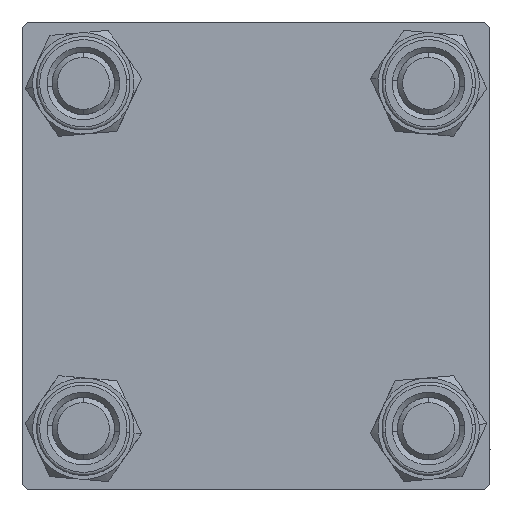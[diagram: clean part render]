
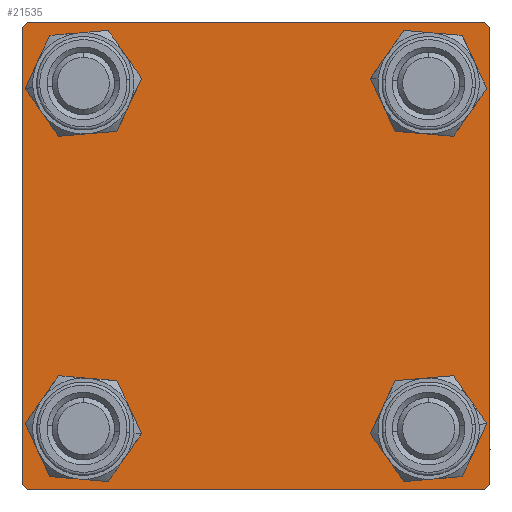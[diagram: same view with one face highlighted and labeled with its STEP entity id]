
A CAD part, left-side view. The second image highlights one B-rep face of the part: STEP entity #21535.
In plain terms, the highlighted planar face has unit normal (-1, 0, 0).
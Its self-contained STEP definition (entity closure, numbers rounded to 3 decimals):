
#262 = AXIS2_PLACEMENT_3D ( 'NONE', #26321, #26896, #30368 ) ;
#269 = CARTESIAN_POINT ( 'NONE',  ( 0., -16.6, 13.1 ) ) ;
#1602 = DIRECTION ( 'NONE',  ( 1., 0., 0. ) ) ;
#1614 = ORIENTED_EDGE ( 'NONE', *, *, #23814, .T. ) ;
#2055 = EDGE_CURVE ( 'NONE', #15219, #9342, #51059, .T. ) ;
#3086 = LINE ( 'NONE', #46782, #33849 ) ;
#3547 = CARTESIAN_POINT ( 'NONE',  ( 0., 0., 0. ) ) ;
#3828 = ORIENTED_EDGE ( 'NONE', *, *, #28670, .T. ) ;
#4551 = VERTEX_POINT ( 'NONE', #28126 ) ;
#5003 = ORIENTED_EDGE ( 'NONE', *, *, #46624, .T. ) ;
#5847 = LINE ( 'NONE', #27134, #12988 ) ;
#6157 = ORIENTED_EDGE ( 'NONE', *, *, #26478, .T. ) ;
#6467 = DIRECTION ( 'NONE',  ( 0., 0., 1. ) ) ;
#7206 = CIRCLE ( 'NONE', #25562, 3.5 ) ;
#7298 = DIRECTION ( 'NONE',  ( -1., 0., 0. ) ) ;
#7580 = FACE_BOUND ( 'NONE', #47789, .T. ) ;
#7598 = LINE ( 'NONE', #33487, #44940 ) ;
#7719 = DIRECTION ( 'NONE',  ( 0., -0.707, 0.707 ) ) ;
#8366 = EDGE_LOOP ( 'NONE', ( #25505, #52292 ) ) ;
#8431 = FACE_OUTER_BOUND ( 'NONE', #17931, .T. ) ;
#8611 = DIRECTION ( 'NONE',  ( 0., 0.707, 0.707 ) ) ;
#8999 = EDGE_CURVE ( 'NONE', #29478, #50573, #3086, .T. ) ;
#9342 = VERTEX_POINT ( 'NONE', #12561 ) ;
#10768 = CARTESIAN_POINT ( 'NONE',  ( 0., -16.6, -20.1 ) ) ;
#10997 = VERTEX_POINT ( 'NONE', #22923 ) ;
#11185 = CARTESIAN_POINT ( 'NONE',  ( 0., 16.6, -20.1 ) ) ;
#11580 = AXIS2_PLACEMENT_3D ( 'NONE', #35952, #14090, #45132 ) ;
#12561 = CARTESIAN_POINT ( 'NONE',  ( 0., 16.6, -13.1 ) ) ;
#12764 = CARTESIAN_POINT ( 'NONE',  ( 0., 16.6, 16.6 ) ) ;
#12933 = LINE ( 'NONE', #30484, #30631 ) ;
#12937 = EDGE_LOOP ( 'NONE', ( #5003, #46311 ) ) ;
#12988 = VECTOR ( 'NONE', #44662, 1000. ) ;
#13379 = CARTESIAN_POINT ( 'NONE',  ( 0., -16.6, 16.6 ) ) ;
#13486 = DIRECTION ( 'NONE',  ( 1., 0., 0. ) ) ;
#13986 = AXIS2_PLACEMENT_3D ( 'NONE', #36129, #1602, #6467 ) ;
#14090 = DIRECTION ( 'NONE',  ( 1., 0., 0. ) ) ;
#14363 = VECTOR ( 'NONE', #23546, 1000. ) ;
#15219 = VERTEX_POINT ( 'NONE', #11185 ) ;
#15809 = VERTEX_POINT ( 'NONE', #21081 ) ;
#16112 = CARTESIAN_POINT ( 'NONE',  ( 0., 22., 22.5 ) ) ;
#16240 = AXIS2_PLACEMENT_3D ( 'NONE', #13379, #17695, #56204 ) ;
#16797 = DIRECTION ( 'NONE',  ( 1., 0., 0. ) ) ;
#17695 = DIRECTION ( 'NONE',  ( 1., 0., 0. ) ) ;
#17746 = DIRECTION ( 'NONE',  ( 0., 0., 1. ) ) ;
#17931 = EDGE_LOOP ( 'NONE', ( #39693, #39380, #50638, #40550, #54566, #3828, #50797, #21414 ) ) ;
#18045 = EDGE_CURVE ( 'NONE', #4551, #55275, #5847, .T. ) ;
#18230 = VERTEX_POINT ( 'NONE', #44315 ) ;
#18273 = CARTESIAN_POINT ( 'NONE',  ( 0., -16.6, -16.6 ) ) ;
#20265 = DIRECTION ( 'NONE',  ( 0., -0.707, -0.707 ) ) ;
#20796 = FACE_BOUND ( 'NONE', #38690, .T. ) ;
#21081 = CARTESIAN_POINT ( 'NONE',  ( 0., -16.6, 20.1 ) ) ;
#21414 = ORIENTED_EDGE ( 'NONE', *, *, #31621, .T. ) ;
#21418 = VERTEX_POINT ( 'NONE', #10768 ) ;
#21535 = ADVANCED_FACE ( 'NONE', ( #20796, #7580, #47805, #42933, #8431 ), #25975, .T. ) ;
#21992 = VECTOR ( 'NONE', #40432, 1000. ) ;
#22321 = LINE ( 'NONE', #26340, #21992 ) ;
#22700 = AXIS2_PLACEMENT_3D ( 'NONE', #12764, #16797, #39217 ) ;
#22923 = CARTESIAN_POINT ( 'NONE',  ( 0., 16.6, 13.1 ) ) ;
#23546 = DIRECTION ( 'NONE',  ( 0., -1., 0. ) ) ;
#23814 = EDGE_CURVE ( 'NONE', #21418, #18230, #54339, .T. ) ;
#24137 = CIRCLE ( 'NONE', #32448, 3.5 ) ;
#24365 = DIRECTION ( 'NONE',  ( 0., 0., -1. ) ) ;
#25348 = ORIENTED_EDGE ( 'NONE', *, *, #34509, .T. ) ;
#25505 = ORIENTED_EDGE ( 'NONE', *, *, #49699, .T. ) ;
#25562 = AXIS2_PLACEMENT_3D ( 'NONE', #34155, #26655, #17746 ) ;
#25586 = LINE ( 'NONE', #33372, #37257 ) ;
#25837 = ORIENTED_EDGE ( 'NONE', *, *, #44915, .T. ) ;
#25975 = PLANE ( 'NONE',  #31350 ) ;
#26043 = DIRECTION ( 'NONE',  ( 1., 0., 0. ) ) ;
#26321 = CARTESIAN_POINT ( 'NONE',  ( 0., 16.6, 16.6 ) ) ;
#26340 = CARTESIAN_POINT ( 'NONE',  ( 0., 22.5, 22.5 ) ) ;
#26478 = EDGE_CURVE ( 'NONE', #18230, #21418, #24137, .T. ) ;
#26548 = EDGE_CURVE ( 'NONE', #10997, #26918, #52607, .T. ) ;
#26655 = DIRECTION ( 'NONE',  ( 1., 0., 0. ) ) ;
#26896 = DIRECTION ( 'NONE',  ( 1., 0., 0. ) ) ;
#26918 = VERTEX_POINT ( 'NONE', #46266 ) ;
#27134 = CARTESIAN_POINT ( 'NONE',  ( 0., 22.5, 22.5 ) ) ;
#28126 = CARTESIAN_POINT ( 'NONE',  ( 0., 22.5, 22. ) ) ;
#28430 = CARTESIAN_POINT ( 'NONE',  ( 0., 22.5, -22.5 ) ) ;
#28670 = EDGE_CURVE ( 'NONE', #29478, #34198, #12933, .T. ) ;
#29478 = VERTEX_POINT ( 'NONE', #34864 ) ;
#29993 = CIRCLE ( 'NONE', #16240, 3.5 ) ;
#30368 = DIRECTION ( 'NONE',  ( 0., 0., 1. ) ) ;
#30484 = CARTESIAN_POINT ( 'NONE',  ( 0., -22.25, 22.25 ) ) ;
#30631 = VECTOR ( 'NONE', #8611, 1000. ) ;
#31102 = CARTESIAN_POINT ( 'NONE',  ( 0., -22., 22.5 ) ) ;
#31350 = AXIS2_PLACEMENT_3D ( 'NONE', #3547, #7298, #50977 ) ;
#31621 = EDGE_CURVE ( 'NONE', #50391, #4551, #25586, .T. ) ;
#32200 = LINE ( 'NONE', #28430, #14363 ) ;
#32448 = AXIS2_PLACEMENT_3D ( 'NONE', #18273, #26043, #53038 ) ;
#33372 = CARTESIAN_POINT ( 'NONE',  ( 0., 22.25, 22.25 ) ) ;
#33487 = CARTESIAN_POINT ( 'NONE',  ( 0., 22.25, -22.25 ) ) ;
#33849 = VECTOR ( 'NONE', #24365, 1000. ) ;
#34155 = CARTESIAN_POINT ( 'NONE',  ( 0., 16.6, -16.6 ) ) ;
#34198 = VERTEX_POINT ( 'NONE', #31102 ) ;
#34509 = EDGE_CURVE ( 'NONE', #15809, #35330, #36309, .T. ) ;
#34864 = CARTESIAN_POINT ( 'NONE',  ( 0., -22.5, 22. ) ) ;
#35330 = VERTEX_POINT ( 'NONE', #269 ) ;
#35756 = VECTOR ( 'NONE', #7719, 1000. ) ;
#35952 = CARTESIAN_POINT ( 'NONE',  ( 0., 16.6, -16.6 ) ) ;
#36129 = CARTESIAN_POINT ( 'NONE',  ( 0., -16.6, -16.6 ) ) ;
#36309 = CIRCLE ( 'NONE', #55532, 3.5 ) ;
#37257 = VECTOR ( 'NONE', #46865, 1000. ) ;
#38690 = EDGE_LOOP ( 'NONE', ( #25348, #25837 ) ) ;
#39217 = DIRECTION ( 'NONE',  ( 0., 0., 1. ) ) ;
#39380 = ORIENTED_EDGE ( 'NONE', *, *, #53402, .T. ) ;
#39693 = ORIENTED_EDGE ( 'NONE', *, *, #18045, .T. ) ;
#40432 = DIRECTION ( 'NONE',  ( 0., -1., 0. ) ) ;
#40550 = ORIENTED_EDGE ( 'NONE', *, *, #52094, .T. ) ;
#40934 = CARTESIAN_POINT ( 'NONE',  ( 0., -22., -22.5 ) ) ;
#41695 = VERTEX_POINT ( 'NONE', #44218 ) ;
#42521 = CARTESIAN_POINT ( 'NONE',  ( 0., -22.25, -22.25 ) ) ;
#42869 = CIRCLE ( 'NONE', #22700, 3.5 ) ;
#42933 = FACE_BOUND ( 'NONE', #12937, .T. ) ;
#43706 = EDGE_CURVE ( 'NONE', #41695, #56714, #32200, .T. ) ;
#44218 = CARTESIAN_POINT ( 'NONE',  ( 0., 22., -22.5 ) ) ;
#44315 = CARTESIAN_POINT ( 'NONE',  ( 0., -16.6, -13.1 ) ) ;
#44662 = DIRECTION ( 'NONE',  ( 0., 0., -1. ) ) ;
#44915 = EDGE_CURVE ( 'NONE', #35330, #15809, #29993, .T. ) ;
#44940 = VECTOR ( 'NONE', #20265, 1000. ) ;
#45132 = DIRECTION ( 'NONE',  ( 0., 0., 1. ) ) ;
#46266 = CARTESIAN_POINT ( 'NONE',  ( 0., 16.6, 20.1 ) ) ;
#46311 = ORIENTED_EDGE ( 'NONE', *, *, #26548, .T. ) ;
#46624 = EDGE_CURVE ( 'NONE', #26918, #10997, #42869, .T. ) ;
#46782 = CARTESIAN_POINT ( 'NONE',  ( 0., -22.5, 22.5 ) ) ;
#46865 = DIRECTION ( 'NONE',  ( 0., 0.707, -0.707 ) ) ;
#47789 = EDGE_LOOP ( 'NONE', ( #6157, #1614 ) ) ;
#47805 = FACE_BOUND ( 'NONE', #8366, .T. ) ;
#48256 = DIRECTION ( 'NONE',  ( 0., 0., 1. ) ) ;
#49699 = EDGE_CURVE ( 'NONE', #9342, #15219, #7206, .T. ) ;
#50391 = VERTEX_POINT ( 'NONE', #16112 ) ;
#50573 = VERTEX_POINT ( 'NONE', #54766 ) ;
#50638 = ORIENTED_EDGE ( 'NONE', *, *, #43706, .T. ) ;
#50797 = ORIENTED_EDGE ( 'NONE', *, *, #53263, .F. ) ;
#50977 = DIRECTION ( 'NONE',  ( 0., 0., 1. ) ) ;
#51059 = CIRCLE ( 'NONE', #11580, 3.5 ) ;
#51690 = LINE ( 'NONE', #42521, #35756 ) ;
#52094 = EDGE_CURVE ( 'NONE', #56714, #50573, #51690, .T. ) ;
#52292 = ORIENTED_EDGE ( 'NONE', *, *, #2055, .T. ) ;
#52607 = CIRCLE ( 'NONE', #262, 3.5 ) ;
#52852 = CARTESIAN_POINT ( 'NONE',  ( 0., -16.6, 16.6 ) ) ;
#53038 = DIRECTION ( 'NONE',  ( 0., 0., 1. ) ) ;
#53263 = EDGE_CURVE ( 'NONE', #50391, #34198, #22321, .T. ) ;
#53402 = EDGE_CURVE ( 'NONE', #55275, #41695, #7598, .T. ) ;
#54339 = CIRCLE ( 'NONE', #13986, 3.5 ) ;
#54566 = ORIENTED_EDGE ( 'NONE', *, *, #8999, .F. ) ;
#54766 = CARTESIAN_POINT ( 'NONE',  ( 0., -22.5, -22. ) ) ;
#55195 = CARTESIAN_POINT ( 'NONE',  ( 0., 22.5, -22. ) ) ;
#55275 = VERTEX_POINT ( 'NONE', #55195 ) ;
#55532 = AXIS2_PLACEMENT_3D ( 'NONE', #52852, #13486, #48256 ) ;
#56204 = DIRECTION ( 'NONE',  ( 0., 0., 1. ) ) ;
#56714 = VERTEX_POINT ( 'NONE', #40934 ) ;
